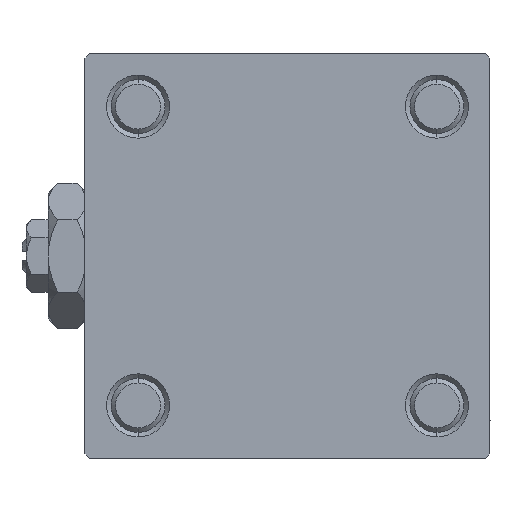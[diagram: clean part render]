
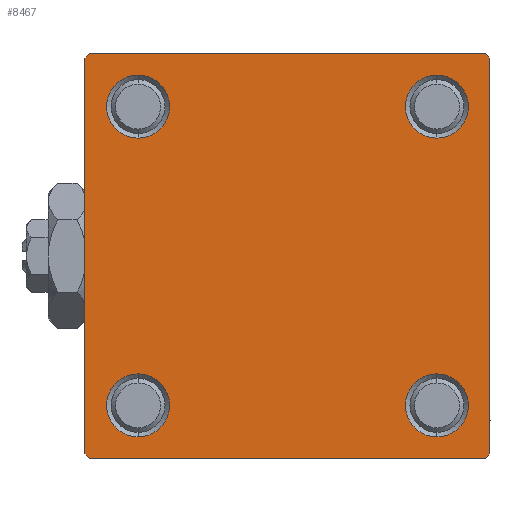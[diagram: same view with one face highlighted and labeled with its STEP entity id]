
A CAD part, left-side view. The second image highlights one B-rep face of the part: STEP entity #8467.
In plain terms, the highlighted planar face has unit normal (-1, 0, 0).
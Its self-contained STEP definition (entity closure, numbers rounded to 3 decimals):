
#200 = AXIS2_PLACEMENT_3D ( 'NONE', #3555, #27295, #31455 ) ;
#621 = CARTESIAN_POINT ( 'NONE',  ( 0., 22.5, -22. ) ) ;
#736 = ORIENTED_EDGE ( 'NONE', *, *, #35981, .T. ) ;
#763 = AXIS2_PLACEMENT_3D ( 'NONE', #22982, #6812, #42514 ) ;
#1362 = CARTESIAN_POINT ( 'NONE',  ( 0., 22.25, -22.25 ) ) ;
#1453 = CARTESIAN_POINT ( 'NONE',  ( 0., -16.6, -13.1 ) ) ;
#1603 = DIRECTION ( 'NONE',  ( 0., 0., 1. ) ) ;
#1643 = EDGE_LOOP ( 'NONE', ( #49541, #34297, #12677, #29039, #42755, #39839, #37400, #39180 ) ) ;
#2527 = EDGE_CURVE ( 'NONE', #51014, #50616, #30213, .T. ) ;
#2723 = PLANE ( 'NONE',  #11147 ) ;
#3061 = DIRECTION ( 'NONE',  ( 0., -1., 0. ) ) ;
#3555 = CARTESIAN_POINT ( 'NONE',  ( 0., 16.6, 16.6 ) ) ;
#3579 = DIRECTION ( 'NONE',  ( 0., 0., -1. ) ) ;
#3818 = ORIENTED_EDGE ( 'NONE', *, *, #34150, .T. ) ;
#4358 = CARTESIAN_POINT ( 'NONE',  ( 0., -16.6, 20.1 ) ) ;
#4573 = CARTESIAN_POINT ( 'NONE',  ( 0., -22., -22.5 ) ) ;
#5341 = CARTESIAN_POINT ( 'NONE',  ( 0., 22.25, 22.25 ) ) ;
#5741 = CARTESIAN_POINT ( 'NONE',  ( 0., 16.6, 20.1 ) ) ;
#6812 = DIRECTION ( 'NONE',  ( 1., 0., 0. ) ) ;
#7084 = DIRECTION ( 'NONE',  ( 1., 0., 0. ) ) ;
#7367 = EDGE_CURVE ( 'NONE', #16592, #31924, #41040, .T. ) ;
#7616 = CIRCLE ( 'NONE', #37579, 3.5 ) ;
#7754 = DIRECTION ( 'NONE',  ( 0., 0.707, 0.707 ) ) ;
#8150 = VECTOR ( 'NONE', #7754, 1000. ) ;
#8235 = EDGE_CURVE ( 'NONE', #22120, #22619, #32761, .T. ) ;
#8467 = ADVANCED_FACE ( 'NONE', ( #46252, #26459, #42345, #22537, #38447 ), #2723, .T. ) ;
#9675 = CIRCLE ( 'NONE', #46284, 3.5 ) ;
#9924 = CIRCLE ( 'NONE', #763, 3.5 ) ;
#10025 = LINE ( 'NONE', #5341, #10281 ) ;
#10040 = CARTESIAN_POINT ( 'NONE',  ( 0., 22., -22.5 ) ) ;
#10281 = VECTOR ( 'NONE', #13684, 1000. ) ;
#10656 = VERTEX_POINT ( 'NONE', #4358 ) ;
#11111 = AXIS2_PLACEMENT_3D ( 'NONE', #36955, #21308, #37214 ) ;
#11147 = AXIS2_PLACEMENT_3D ( 'NONE', #25591, #33413, #1603 ) ;
#11403 = CARTESIAN_POINT ( 'NONE',  ( 0., 22.5, 22.5 ) ) ;
#11596 = EDGE_CURVE ( 'NONE', #18836, #36621, #34402, .T. ) ;
#11816 = EDGE_CURVE ( 'NONE', #36724, #51014, #10025, .T. ) ;
#11852 = CIRCLE ( 'NONE', #200, 3.5 ) ;
#12011 = DIRECTION ( 'NONE',  ( 1., 0., 0. ) ) ;
#12410 = VERTEX_POINT ( 'NONE', #47711 ) ;
#12546 = VECTOR ( 'NONE', #26557, 1000. ) ;
#12677 = ORIENTED_EDGE ( 'NONE', *, *, #11596, .T. ) ;
#13641 = CIRCLE ( 'NONE', #22808, 3.5 ) ;
#13684 = DIRECTION ( 'NONE',  ( 0., 0.707, -0.707 ) ) ;
#15111 = CARTESIAN_POINT ( 'NONE',  ( 0., -22.25, -22.25 ) ) ;
#15734 = VERTEX_POINT ( 'NONE', #31698 ) ;
#15825 = LINE ( 'NONE', #24439, #8150 ) ;
#16040 = DIRECTION ( 'NONE',  ( 1., 0., 0. ) ) ;
#16307 = VERTEX_POINT ( 'NONE', #5741 ) ;
#16558 = CARTESIAN_POINT ( 'NONE',  ( 0., 16.6, -16.6 ) ) ;
#16592 = VERTEX_POINT ( 'NONE', #44771 ) ;
#16740 = LINE ( 'NONE', #1362, #38072 ) ;
#16756 = EDGE_LOOP ( 'NONE', ( #33067, #19138 ) ) ;
#16822 = ORIENTED_EDGE ( 'NONE', *, *, #7367, .T. ) ;
#17030 = DIRECTION ( 'NONE',  ( 1., 0., 0. ) ) ;
#17983 = CARTESIAN_POINT ( 'NONE',  ( 0., 16.6, -20.1 ) ) ;
#18259 = EDGE_CURVE ( 'NONE', #22619, #22120, #9675, .T. ) ;
#18836 = VERTEX_POINT ( 'NONE', #10040 ) ;
#18879 = VECTOR ( 'NONE', #27117, 1000. ) ;
#18942 = VECTOR ( 'NONE', #3579, 1000. ) ;
#19005 = CARTESIAN_POINT ( 'NONE',  ( 0., 22.5, -22.5 ) ) ;
#19138 = ORIENTED_EDGE ( 'NONE', *, *, #42267, .T. ) ;
#19480 = CARTESIAN_POINT ( 'NONE',  ( 0., 16.6, -13.1 ) ) ;
#19546 = EDGE_CURVE ( 'NONE', #36621, #12410, #46131, .T. ) ;
#19579 = DIRECTION ( 'NONE',  ( 0., 0., 1. ) ) ;
#19923 = DIRECTION ( 'NONE',  ( 0., 0., 1. ) ) ;
#20479 = DIRECTION ( 'NONE',  ( 0., 0., 1. ) ) ;
#20792 = VECTOR ( 'NONE', #3061, 1000. ) ;
#21155 = CARTESIAN_POINT ( 'NONE',  ( 0., -16.6, 13.1 ) ) ;
#21204 = EDGE_LOOP ( 'NONE', ( #40221, #29161 ) ) ;
#21282 = EDGE_LOOP ( 'NONE', ( #3818, #736 ) ) ;
#21308 = DIRECTION ( 'NONE',  ( 1., 0., 0. ) ) ;
#21683 = DIRECTION ( 'NONE',  ( 0., -0.707, -0.707 ) ) ;
#22120 = VERTEX_POINT ( 'NONE', #17983 ) ;
#22537 = FACE_BOUND ( 'NONE', #16756, .T. ) ;
#22609 = EDGE_CURVE ( 'NONE', #45811, #12410, #31475, .T. ) ;
#22619 = VERTEX_POINT ( 'NONE', #19480 ) ;
#22808 = AXIS2_PLACEMENT_3D ( 'NONE', #23854, #43897, #19923 ) ;
#22982 = CARTESIAN_POINT ( 'NONE',  ( 0., -16.6, -16.6 ) ) ;
#23301 = EDGE_CURVE ( 'NONE', #45811, #15734, #15825, .T. ) ;
#23854 = CARTESIAN_POINT ( 'NONE',  ( 0., 16.6, 16.6 ) ) ;
#24439 = CARTESIAN_POINT ( 'NONE',  ( 0., -22.25, 22.25 ) ) ;
#25324 = EDGE_CURVE ( 'NONE', #50616, #18836, #16740, .T. ) ;
#25591 = CARTESIAN_POINT ( 'NONE',  ( 0., 0., 0. ) ) ;
#25778 = CARTESIAN_POINT ( 'NONE',  ( 0., 22.5, 22.5 ) ) ;
#26393 = DIRECTION ( 'NONE',  ( 0., 0., 1. ) ) ;
#26459 = FACE_BOUND ( 'NONE', #28857, .T. ) ;
#26557 = DIRECTION ( 'NONE',  ( 0., 0., -1. ) ) ;
#27117 = DIRECTION ( 'NONE',  ( 0., -0.707, 0.707 ) ) ;
#27295 = DIRECTION ( 'NONE',  ( 1., 0., 0. ) ) ;
#28857 = EDGE_LOOP ( 'NONE', ( #50544, #16822 ) ) ;
#29039 = ORIENTED_EDGE ( 'NONE', *, *, #19546, .T. ) ;
#29161 = ORIENTED_EDGE ( 'NONE', *, *, #8235, .T. ) ;
#29294 = DIRECTION ( 'NONE',  ( 0., 0., 1. ) ) ;
#30030 = CIRCLE ( 'NONE', #49978, 3.5 ) ;
#30213 = LINE ( 'NONE', #25778, #12546 ) ;
#30499 = EDGE_CURVE ( 'NONE', #31924, #16592, #9924, .T. ) ;
#31455 = DIRECTION ( 'NONE',  ( 0., 0., 1. ) ) ;
#31475 = LINE ( 'NONE', #39285, #18942 ) ;
#31698 = CARTESIAN_POINT ( 'NONE',  ( 0., -22., 22.5 ) ) ;
#31736 = EDGE_CURVE ( 'NONE', #36724, #15734, #50221, .T. ) ;
#31924 = VERTEX_POINT ( 'NONE', #1453 ) ;
#32761 = CIRCLE ( 'NONE', #49398, 3.5 ) ;
#33067 = ORIENTED_EDGE ( 'NONE', *, *, #44666, .T. ) ;
#33413 = DIRECTION ( 'NONE',  ( -1., 0., 0. ) ) ;
#33682 = CARTESIAN_POINT ( 'NONE',  ( 0., 16.6, 13.1 ) ) ;
#34150 = EDGE_CURVE ( 'NONE', #10656, #44731, #30030, .T. ) ;
#34297 = ORIENTED_EDGE ( 'NONE', *, *, #25324, .T. ) ;
#34402 = LINE ( 'NONE', #19005, #48543 ) ;
#35981 = EDGE_CURVE ( 'NONE', #44731, #10656, #7616, .T. ) ;
#36621 = VERTEX_POINT ( 'NONE', #4573 ) ;
#36724 = VERTEX_POINT ( 'NONE', #42081 ) ;
#36795 = CARTESIAN_POINT ( 'NONE',  ( 0., 22.5, 22. ) ) ;
#36852 = CARTESIAN_POINT ( 'NONE',  ( 0., -16.6, 16.6 ) ) ;
#36955 = CARTESIAN_POINT ( 'NONE',  ( 0., -16.6, -16.6 ) ) ;
#37214 = DIRECTION ( 'NONE',  ( 0., 0., 1. ) ) ;
#37400 = ORIENTED_EDGE ( 'NONE', *, *, #31736, .F. ) ;
#37579 = AXIS2_PLACEMENT_3D ( 'NONE', #36852, #17030, #29294 ) ;
#37901 = CARTESIAN_POINT ( 'NONE',  ( 0., -22.5, 22. ) ) ;
#38072 = VECTOR ( 'NONE', #21683, 1000. ) ;
#38447 = FACE_OUTER_BOUND ( 'NONE', #1643, .T. ) ;
#39180 = ORIENTED_EDGE ( 'NONE', *, *, #11816, .T. ) ;
#39285 = CARTESIAN_POINT ( 'NONE',  ( 0., -22.5, 22.5 ) ) ;
#39839 = ORIENTED_EDGE ( 'NONE', *, *, #23301, .T. ) ;
#40221 = ORIENTED_EDGE ( 'NONE', *, *, #18259, .T. ) ;
#41040 = CIRCLE ( 'NONE', #11111, 3.5 ) ;
#42081 = CARTESIAN_POINT ( 'NONE',  ( 0., 22., 22.5 ) ) ;
#42267 = EDGE_CURVE ( 'NONE', #46931, #16307, #11852, .T. ) ;
#42345 = FACE_BOUND ( 'NONE', #21204, .T. ) ;
#42514 = DIRECTION ( 'NONE',  ( 0., 0., 1. ) ) ;
#42755 = ORIENTED_EDGE ( 'NONE', *, *, #22609, .F. ) ;
#43897 = DIRECTION ( 'NONE',  ( 1., 0., 0. ) ) ;
#44666 = EDGE_CURVE ( 'NONE', #16307, #46931, #13641, .T. ) ;
#44731 = VERTEX_POINT ( 'NONE', #21155 ) ;
#44771 = CARTESIAN_POINT ( 'NONE',  ( 0., -16.6, -20.1 ) ) ;
#45811 = VERTEX_POINT ( 'NONE', #37901 ) ;
#46131 = LINE ( 'NONE', #15111, #18879 ) ;
#46252 = FACE_BOUND ( 'NONE', #21282, .T. ) ;
#46284 = AXIS2_PLACEMENT_3D ( 'NONE', #51099, #7084, #26393 ) ;
#46626 = DIRECTION ( 'NONE',  ( 0., -1., 0. ) ) ;
#46931 = VERTEX_POINT ( 'NONE', #33682 ) ;
#47711 = CARTESIAN_POINT ( 'NONE',  ( 0., -22.5, -22. ) ) ;
#47961 = CARTESIAN_POINT ( 'NONE',  ( 0., -16.6, 16.6 ) ) ;
#48543 = VECTOR ( 'NONE', #46626, 1000. ) ;
#49398 = AXIS2_PLACEMENT_3D ( 'NONE', #16558, #16040, #20479 ) ;
#49541 = ORIENTED_EDGE ( 'NONE', *, *, #2527, .T. ) ;
#49978 = AXIS2_PLACEMENT_3D ( 'NONE', #47961, #12011, #19579 ) ;
#50221 = LINE ( 'NONE', #11403, #20792 ) ;
#50544 = ORIENTED_EDGE ( 'NONE', *, *, #30499, .T. ) ;
#50616 = VERTEX_POINT ( 'NONE', #621 ) ;
#51014 = VERTEX_POINT ( 'NONE', #36795 ) ;
#51099 = CARTESIAN_POINT ( 'NONE',  ( 0., 16.6, -16.6 ) ) ;
